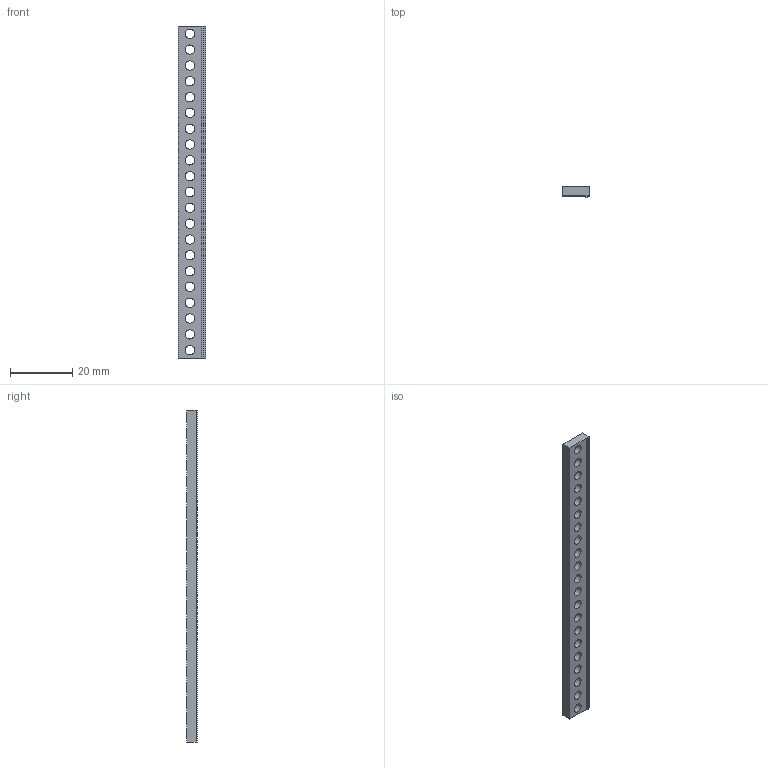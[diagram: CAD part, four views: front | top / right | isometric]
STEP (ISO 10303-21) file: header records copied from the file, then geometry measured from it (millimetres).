
FILE_DESCRIPTION((''),'2;1');
FILE_NAME('54000121_IS_00021.stp','2012-08-30T08:49:42',('Watermann'),(''),'Autodesk Inventor 2013','Autodesk Inventor 2013','');
FILE_SCHEMA(('AUTOMOTIVE_DESIGN { 1 0 10303 214 1 1 1 1 }'));
Length unit declared in the file: millimetre
Products named in the file (1): IS_21TE_3D
Bounding box: 8.9 x 3.4 x 106.6 mm (x, y, z)
Volume: 2422.2 mm3; surface area: 2973 mm2
Topology: 1 solids, 1 shells, 31 faces, 108 edges, 79 vertices
Faces by surface type: cylinder 21, plane 10
Full cylindrical faces by diameter (mm): 3 x21
Entity records: 1028 total; most frequent: DIRECTION 172, CARTESIAN_POINT 156, ORIENTED_EDGE 132, EDGE_LOOP 94, AXIS2_PLACEMENT_3D 74, EDGE_CURVE 66, FACE_BOUND 63, VERTEX_POINT 58
